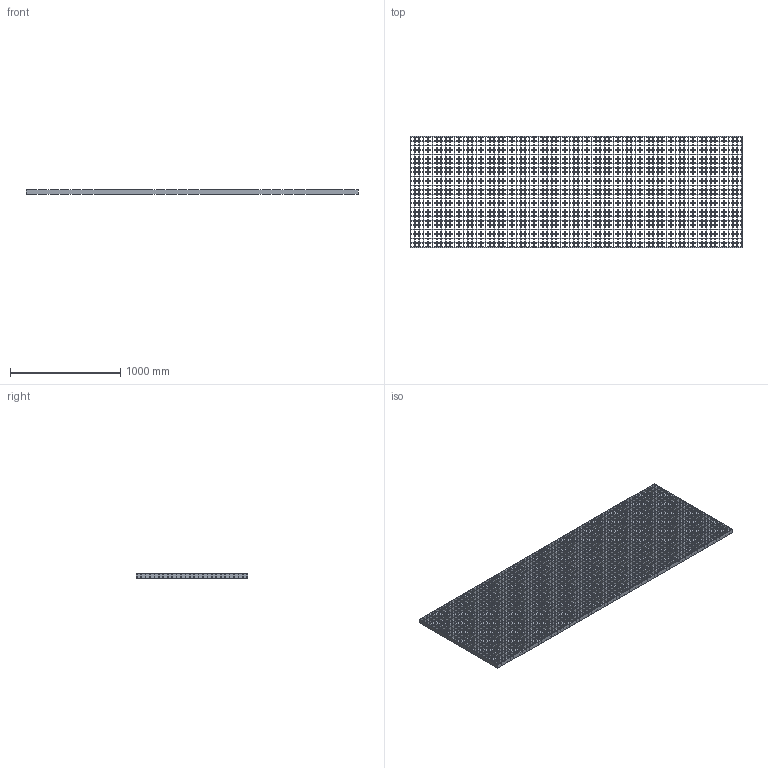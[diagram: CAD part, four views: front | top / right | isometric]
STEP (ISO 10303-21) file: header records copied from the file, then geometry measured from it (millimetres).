
FILE_DESCRIPTION(/* description */ (''),/* implementation_level */ '2;1');
FILE_NAME(/* name */ '3007x1007x38.stp',/* time_stamp */ '2019-10-29T13:33:24+01:00',/* author */ ('mma'),/* organization */ (''),/* preprocessor_version */ 'ST-DEVELOPER v16.5',/* originating_system */ 'Autodesk Inventor 2017',/* authorisation */ '');
FILE_SCHEMA (('AUTOMOTIVE_DESIGN { 1 0 10303 214 3 1 1 }'));
Products named in the file (1): Part222
Bounding box: 3007 x 1007 x 38 mm (x, y, z)
Volume: 33029213.4 mm3; surface area: 11714048.9 mm2
Topology: 1 solids, 1 shells, 7506 faces, 22512 edges, 15008 vertices
Faces by surface type: plane 7506
Entity records: 255194 total; most frequent: CARTESIAN_POINT 45027, ORIENTED_EDGE 45024, DIRECTION 37526, LINE 22512, VECTOR 22512, EDGE_CURVE 22512, VERTEX_POINT 15008, EDGE_LOOP 11256
